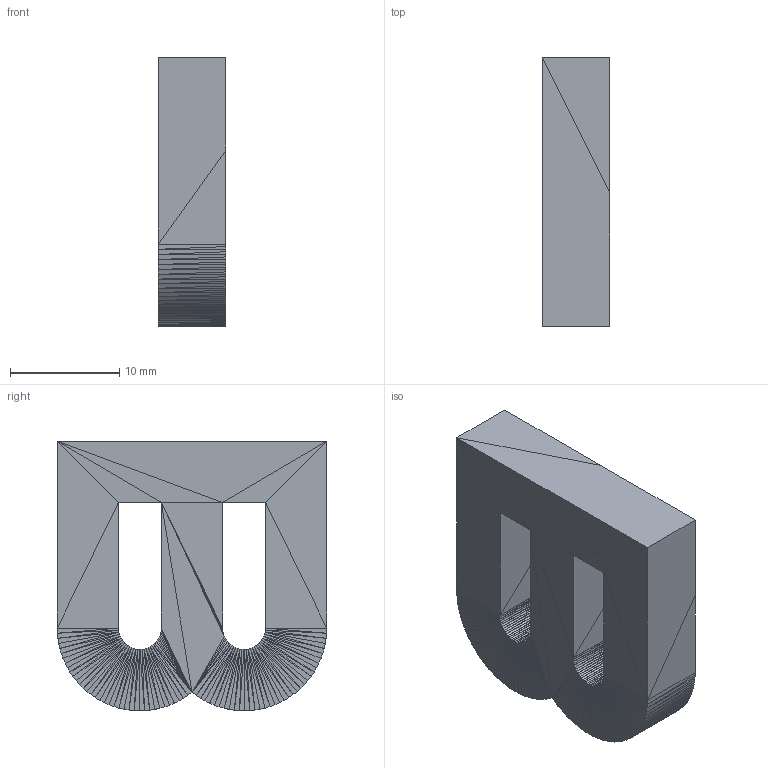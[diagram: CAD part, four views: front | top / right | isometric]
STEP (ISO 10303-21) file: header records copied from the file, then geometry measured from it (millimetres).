
FILE_DESCRIPTION(/* description */ (''),/* implementation_level */ '2;1');
FILE_NAME(/* name */ 'B.step',/* time_stamp */ '2026-02-19T15:37:49+01:00',/* author */ (''),/* organization */ (''),/* preprocessor_version */ 'ST-DEVELOPER v20.1',/* originating_system */ 'Autodesk Translation Framework v14.24.0.0',/* authorisation */ '');
FILE_SCHEMA (('AUTOMOTIVE_DESIGN { 1 0 10303 214 3 1 1 }'));
Length unit declared in the file: millimetre
Products named in the file (1): BMO Assistant
Bounding box: 6.2 x 24.64 x 24.64 mm (x, y, z)
Volume: 2946.3 mm3; surface area: 1935.5 mm2
Topology: 1 solids, 1 shells, 438 faces, 873 edges, 435 vertices
Faces by surface type: plane 438
Entity records: 10526 total; most frequent: DIRECTION 1751, CARTESIAN_POINT 1747, ORIENTED_EDGE 1746, LINE 873, VECTOR 873, EDGE_CURVE 873, EDGE_LOOP 440, AXIS2_PLACEMENT_3D 439
